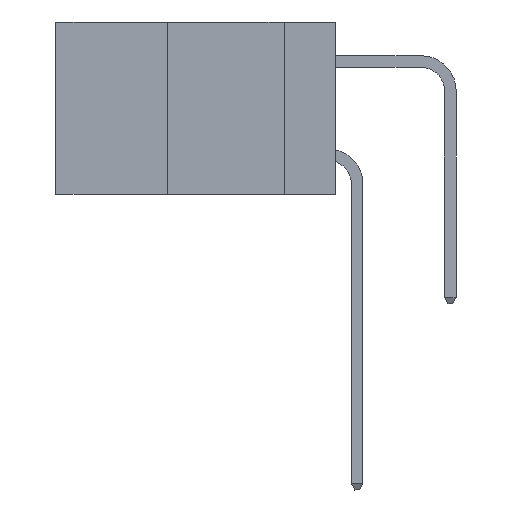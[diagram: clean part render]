
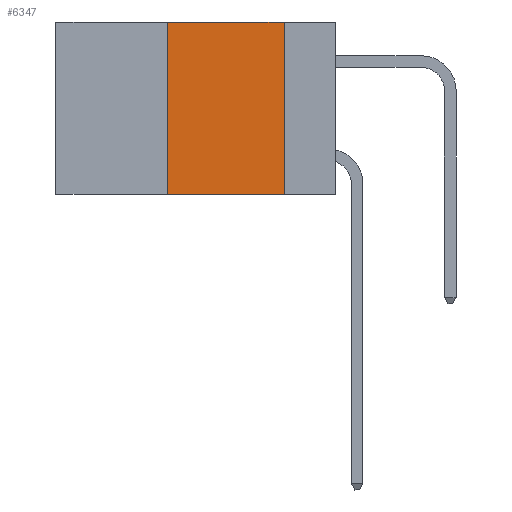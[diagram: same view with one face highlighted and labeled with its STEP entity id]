
A CAD part, left-side view. The second image highlights one B-rep face of the part: STEP entity #6347.
In plain terms, the highlighted planar face has unit normal (-1, 0, 0).
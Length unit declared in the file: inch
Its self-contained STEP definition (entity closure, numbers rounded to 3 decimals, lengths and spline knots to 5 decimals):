
#281 = ORIENTED_EDGE ( 'NONE', *, *, #4052, .F. ) ;
#1094 = VECTOR ( 'NONE', #9710, 39.37008 ) ;
#1099 = CARTESIAN_POINT ( 'NONE',  ( 0., 0.36, 0. ) ) ;
#1140 = ORIENTED_EDGE ( 'NONE', *, *, #5461, .T. ) ;
#1561 = VERTEX_POINT ( 'NONE', #10345 ) ;
#1831 = VECTOR ( 'NONE', #5933, 39.37008 ) ;
#2043 = CARTESIAN_POINT ( 'NONE',  ( 0., 0.6, 0. ) ) ;
#2675 = CARTESIAN_POINT ( 'NONE',  ( 0., 0.6, -0.37 ) ) ;
#2679 = ORIENTED_EDGE ( 'NONE', *, *, #5017, .F. ) ;
#2692 = VERTEX_POINT ( 'NONE', #7751 ) ;
#3657 = AXIS2_PLACEMENT_3D ( 'NONE', #2043, #7581, #9372 ) ;
#3693 = PLANE ( 'NONE',  #3657 ) ;
#4052 = EDGE_CURVE ( 'NONE', #5921, #4976, #4986, .T. ) ;
#4966 = LINE ( 'NONE', #8294, #1831 ) ;
#4976 = VERTEX_POINT ( 'NONE', #10005 ) ;
#4986 = LINE ( 'NONE', #8895, #1094 ) ;
#5017 = EDGE_CURVE ( 'NONE', #2692, #5921, #4966, .T. ) ;
#5461 = EDGE_CURVE ( 'NONE', #1561, #4976, #9136, .T. ) ;
#5879 = EDGE_CURVE ( 'NONE', #1561, #2692, #6246, .T. ) ;
#5921 = VERTEX_POINT ( 'NONE', #9308 ) ;
#5933 = DIRECTION ( 'NONE',  ( 0., -1., 0. ) ) ;
#6152 = DIRECTION ( 'NONE',  ( 0., 0., 1. ) ) ;
#6246 = LINE ( 'NONE', #1099, #9463 ) ;
#6347 = ADVANCED_FACE ( 'NONE', ( #8819 ), #3693, .F. ) ;
#7581 = DIRECTION ( 'NONE',  ( 1., 0., 0. ) ) ;
#7751 = CARTESIAN_POINT ( 'NONE',  ( 0., 0.36, 0. ) ) ;
#8281 = ORIENTED_EDGE ( 'NONE', *, *, #5879, .F. ) ;
#8294 = CARTESIAN_POINT ( 'NONE',  ( 0., 0.6, 0. ) ) ;
#8347 = DIRECTION ( 'NONE',  ( 0., -1., 0. ) ) ;
#8819 = FACE_OUTER_BOUND ( 'NONE', #10022, .T. ) ;
#8895 = CARTESIAN_POINT ( 'NONE',  ( 0., 0.11, 0. ) ) ;
#9136 = LINE ( 'NONE', #2675, #9257 ) ;
#9257 = VECTOR ( 'NONE', #8347, 39.37008 ) ;
#9308 = CARTESIAN_POINT ( 'NONE',  ( 0., 0.11, 0. ) ) ;
#9372 = DIRECTION ( 'NONE',  ( 0., 0., -1. ) ) ;
#9463 = VECTOR ( 'NONE', #6152, 39.37008 ) ;
#9710 = DIRECTION ( 'NONE',  ( 0., 0., -1. ) ) ;
#10005 = CARTESIAN_POINT ( 'NONE',  ( 0., 0.11, -0.37 ) ) ;
#10022 = EDGE_LOOP ( 'NONE', ( #281, #2679, #8281, #1140 ) ) ;
#10345 = CARTESIAN_POINT ( 'NONE',  ( 0., 0.36, -0.37 ) ) ;
